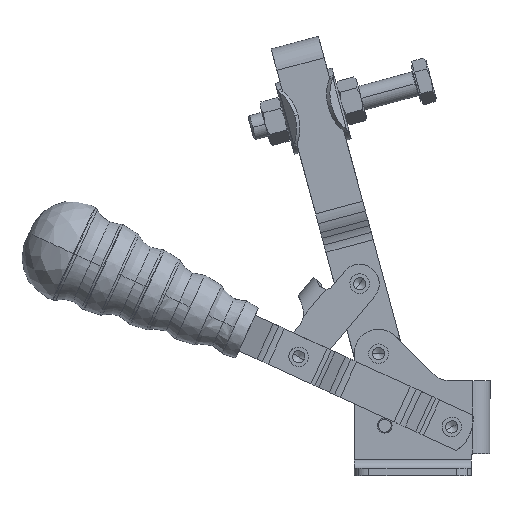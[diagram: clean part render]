
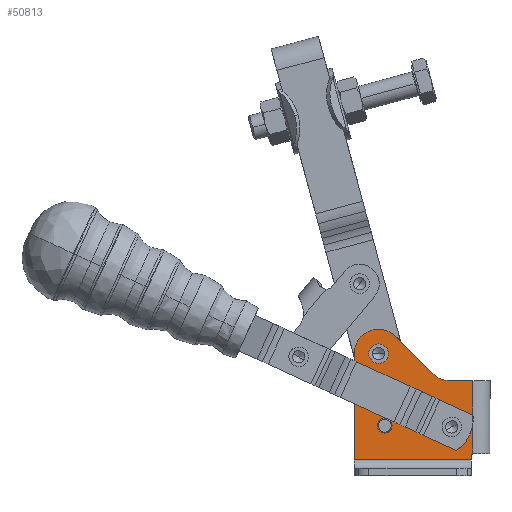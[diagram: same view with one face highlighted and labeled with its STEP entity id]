
A CAD part, front view. The second image highlights one B-rep face of the part: STEP entity #50813.
In plain terms, the highlighted planar face has unit normal (0, -1, 0).
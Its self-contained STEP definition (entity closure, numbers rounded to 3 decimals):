
#1837=CARTESIAN_POINT('',(7.38,-34.235,-3.923));
#1838=VERTEX_POINT('',#1837);
#1872=CARTESIAN_POINT('',(13.38,-34.235,-3.923));
#1873=VERTEX_POINT('',#1872);
#1880=CARTESIAN_POINT('',(10.38,-34.235,-3.923));
#1881=DIRECTION('',(0.0,1.0,0.0));
#1882=DIRECTION('',(1.0,0.0,0.0));
#1883=AXIS2_PLACEMENT_3D('',#1880,#1881,#1882);
#1884=CIRCLE('',#1883,3.);
#1885=EDGE_CURVE('',#1838,#1873,#1884,.T.);
#3662=CARTESIAN_POINT('',(46.173,-34.235,-15.766));
#3663=VERTEX_POINT('',#3662);
#3672=CARTESIAN_POINT('',(45.88,-34.235,-16.473));
#3673=VERTEX_POINT('',#3672);
#3674=CARTESIAN_POINT('',(46.88,-34.235,-16.473));
#3675=DIRECTION('',(0.,-1.0,0.));
#3676=DIRECTION('',(-0.707,0.,0.707));
#3677=AXIS2_PLACEMENT_3D('',#3674,#3675,#3676);
#3678=CIRCLE('',#3677,1.);
#3679=EDGE_CURVE('',#3663,#3673,#3678,.T.);
#3704=CARTESIAN_POINT('',(33.387,-34.235,15.288));
#3705=VERTEX_POINT('',#3704);
#3714=CARTESIAN_POINT('',(37.214,-34.235,14.527));
#3715=VERTEX_POINT('',#3714);
#3716=CARTESIAN_POINT('',(37.214,-34.235,24.527));
#3717=DIRECTION('',(0.,-1.,0.));
#3718=DIRECTION('',(-0.383,0.,-0.924));
#3719=AXIS2_PLACEMENT_3D('',#3716,#3717,#3718);
#3720=CIRCLE('',#3719,10.);
#3721=EDGE_CURVE('',#3705,#3715,#3720,.T.);
#6232=CARTESIAN_POINT('',(32.917,-34.235,6.65));
#6233=VERTEX_POINT('',#6232);
#6241=CARTESIAN_POINT('',(26.252,-34.235,-7.896));
#6242=VERTEX_POINT('',#6241);
#6243=CARTESIAN_POINT('',(32.917,-34.235,6.65));
#6244=DIRECTION('',(-0.417,0.,-0.909));
#6245=VECTOR('',#6244,16.);
#6246=LINE('',#6243,#6245);
#6247=EDGE_CURVE('',#6233,#6242,#6246,.T.);
#10279=CARTESIAN_POINT('',(7.88,-34.235,29.577));
#10280=VERTEX_POINT('',#10279);
#10289=CARTESIAN_POINT('',(7.88,-34.235,21.577));
#10290=VERTEX_POINT('',#10289);
#10291=CARTESIAN_POINT('',(7.88,-34.235,25.577));
#10292=DIRECTION('',(0.0,1.0,0.0));
#10293=DIRECTION('',(1.0,0.0,0.0));
#10294=AXIS2_PLACEMENT_3D('',#10291,#10292,#10293);
#10295=CIRCLE('',#10294,4.0);
#10296=EDGE_CURVE('',#10290,#10280,#10295,.T.);
#30472=CARTESIAN_POINT('',(11.88,-34.235,25.577));
#30473=VERTEX_POINT('',#30472);
#30474=CARTESIAN_POINT('',(7.88,-34.235,25.577));
#30475=DIRECTION('',(0.0,1.0,0.0));
#30476=DIRECTION('',(1.0,0.0,0.0));
#30477=AXIS2_PLACEMENT_3D('',#30474,#30475,#30476);
#30478=CIRCLE('',#30477,4.0);
#30479=EDGE_CURVE('',#30473,#10290,#30478,.T.);
#30481=CARTESIAN_POINT('',(7.88,-34.235,25.577));
#30482=DIRECTION('',(0.0,1.0,0.0));
#30483=DIRECTION('',(1.0,0.0,0.0));
#30484=AXIS2_PLACEMENT_3D('',#30481,#30482,#30483);
#30485=CIRCLE('',#30484,4.0);
#30486=EDGE_CURVE('',#10280,#30473,#30485,.T.);
#43593=CARTESIAN_POINT('',(39.872,-34.235,-14.136));
#43594=VERTEX_POINT('',#43593);
#43601=CARTESIAN_POINT('',(46.523,-34.235,-2.725));
#43602=VERTEX_POINT('',#43601);
#43603=CARTESIAN_POINT('',(30.607,-34.235,-1.091));
#43604=DIRECTION('',(0.,1.,0.));
#43605=DIRECTION('',(0.579,0.,-0.815));
#43606=AXIS2_PLACEMENT_3D('',#43603,#43604,#43605);
#43607=CIRCLE('',#43606,16.0);
#43608=EDGE_CURVE('',#43602,#43594,#43607,.T.);
#44257=CARTESIAN_POINT('',(46.523,-34.235,0.416));
#44258=VERTEX_POINT('',#44257);
#44370=CARTESIAN_POINT('',(32.917,-34.235,6.65));
#44371=DIRECTION('',(0.909,0.,-0.417));
#44372=VECTOR('',#44371,14.966);
#44373=LINE('',#44370,#44372);
#44374=EDGE_CURVE('',#6233,#44258,#44373,.T.);
#49392=CARTESIAN_POINT('',(14.951,-34.235,32.648));
#49393=VERTEX_POINT('',#49392);
#49400=CARTESIAN_POINT('',(30.143,-34.235,17.455));
#49401=VERTEX_POINT('',#49400);
#49402=CARTESIAN_POINT('',(30.143,-34.235,17.455));
#49403=DIRECTION('',(-0.707,0.,0.707));
#49404=VECTOR('',#49403,21.485);
#49405=LINE('',#49402,#49404);
#49406=EDGE_CURVE('',#49401,#49393,#49405,.T.);
#49431=CARTESIAN_POINT('',(-2.12,-34.235,25.577));
#49432=VERTEX_POINT('',#49431);
#49439=CARTESIAN_POINT('',(7.88,-34.235,25.577));
#49440=DIRECTION('',(0.,-1.0,0.));
#49441=DIRECTION('',(0.707,0.,0.707));
#49442=AXIS2_PLACEMENT_3D('',#49439,#49440,#49441);
#49443=CIRCLE('',#49442,10.);
#49444=EDGE_CURVE('',#49393,#49432,#49443,.T.);
#50233=CARTESIAN_POINT('',(46.523,-34.235,-15.539));
#50234=VERTEX_POINT('',#50233);
#50327=CARTESIAN_POINT('',(46.523,-34.235,14.527));
#50328=VERTEX_POINT('',#50327);
#50336=CARTESIAN_POINT('',(46.523,-34.235,0.416));
#50337=DIRECTION('',(0.0,0.0,1.0));
#50338=VECTOR('',#50337,14.11);
#50339=LINE('',#50336,#50338);
#50340=EDGE_CURVE('',#44258,#50328,#50339,.T.);
#50343=CARTESIAN_POINT('',(46.523,-34.235,-15.539));
#50344=DIRECTION('',(0.0,0.0,1.0));
#50345=VECTOR('',#50344,12.814);
#50346=LINE('',#50343,#50345);
#50347=EDGE_CURVE('',#50234,#43602,#50346,.T.);
#50419=CARTESIAN_POINT('',(45.88,-34.235,-17.924));
#50420=VERTEX_POINT('',#50419);
#50421=CARTESIAN_POINT('',(45.88,-34.235,-17.924));
#50422=DIRECTION('',(0.0,0.0,1.0));
#50423=VECTOR('',#50422,1.45);
#50424=LINE('',#50421,#50423);
#50425=EDGE_CURVE('',#50420,#3673,#50424,.T.);
#50484=CARTESIAN_POINT('',(-2.12,-34.235,-17.924));
#50485=VERTEX_POINT('',#50484);
#50493=CARTESIAN_POINT('',(-2.12,-34.235,-17.924));
#50494=DIRECTION('',(0.0,0.0,1.0));
#50495=VECTOR('',#50494,43.5);
#50496=LINE('',#50493,#50495);
#50497=EDGE_CURVE('',#50485,#49432,#50496,.T.);
#50539=CARTESIAN_POINT('',(-2.12,-34.235,-17.924));
#50540=DIRECTION('',(1.0,0.0,0.0));
#50541=VECTOR('',#50540,48.);
#50542=LINE('',#50539,#50541);
#50543=EDGE_CURVE('',#50485,#50420,#50542,.T.);
#50736=CARTESIAN_POINT('',(37.214,-34.235,24.527));
#50737=DIRECTION('',(0.,-1.,0.));
#50738=DIRECTION('',(-0.383,0.,-0.924));
#50739=AXIS2_PLACEMENT_3D('',#50736,#50737,#50738);
#50740=CIRCLE('',#50739,10.);
#50741=EDGE_CURVE('',#49401,#3705,#50740,.T.);
#50755=CARTESIAN_POINT('',(46.88,-34.235,-16.473));
#50756=DIRECTION('',(0.,-1.0,0.));
#50757=DIRECTION('',(-0.707,0.,0.707));
#50758=AXIS2_PLACEMENT_3D('',#50755,#50756,#50757);
#50759=CIRCLE('',#50758,1.);
#50760=EDGE_CURVE('',#50234,#3663,#50759,.T.);
#50765=CARTESIAN_POINT('',(54.88,-34.235,-5.948));
#50766=DIRECTION('',(0.0,-1.0,0.0));
#50767=DIRECTION('',(1.0,0.0,0.0));
#50768=AXIS2_PLACEMENT_3D('',#50765,#50766,#50767);
#50769=PLANE('',#50768);
#50770=ORIENTED_EDGE('',*,*,#44374,.T.);
#50771=ORIENTED_EDGE('',*,*,#50340,.T.);
#50772=CARTESIAN_POINT('',(46.523,-34.235,14.527));
#50773=DIRECTION('',(-1.0,0.0,0.0));
#50774=VECTOR('',#50773,9.309);
#50775=LINE('',#50772,#50774);
#50776=EDGE_CURVE('',#50328,#3715,#50775,.T.);
#50777=ORIENTED_EDGE('',*,*,#50776,.T.);
#50778=ORIENTED_EDGE('',*,*,#3721,.F.);
#50779=ORIENTED_EDGE('',*,*,#50741,.F.);
#50780=ORIENTED_EDGE('',*,*,#49406,.T.);
#50781=ORIENTED_EDGE('',*,*,#49444,.T.);
#50782=ORIENTED_EDGE('',*,*,#50497,.F.);
#50783=ORIENTED_EDGE('',*,*,#50543,.T.);
#50784=ORIENTED_EDGE('',*,*,#50425,.T.);
#50785=ORIENTED_EDGE('',*,*,#3679,.F.);
#50786=ORIENTED_EDGE('',*,*,#50760,.F.);
#50787=ORIENTED_EDGE('',*,*,#50347,.T.);
#50788=ORIENTED_EDGE('',*,*,#43608,.T.);
#50789=CARTESIAN_POINT('',(39.872,-34.235,-14.136));
#50790=DIRECTION('',(-0.909,0.,0.417));
#50791=VECTOR('',#50790,14.981);
#50792=LINE('',#50789,#50791);
#50793=EDGE_CURVE('',#43594,#6242,#50792,.T.);
#50794=ORIENTED_EDGE('',*,*,#50793,.T.);
#50795=ORIENTED_EDGE('',*,*,#6247,.F.);
#50796=EDGE_LOOP('',(#50770,#50771,#50777,#50778,#50779,#50780,#50781,#50782,#50783,#50784,#50785,#50786,#50787,#50788,#50794,#50795));
#50797=FACE_OUTER_BOUND('',#50796,.T.);
#50798=ORIENTED_EDGE('',*,*,#30479,.T.);
#50799=ORIENTED_EDGE('',*,*,#10296,.T.);
#50800=ORIENTED_EDGE('',*,*,#30486,.T.);
#50801=EDGE_LOOP('',(#50798,#50799,#50800));
#50802=FACE_BOUND('',#50801,.T.);
#50803=CARTESIAN_POINT('',(10.38,-34.235,-3.923));
#50804=DIRECTION('',(0.0,1.0,0.0));
#50805=DIRECTION('',(1.0,0.0,0.0));
#50806=AXIS2_PLACEMENT_3D('',#50803,#50804,#50805);
#50807=CIRCLE('',#50806,3.);
#50808=EDGE_CURVE('',#1873,#1838,#50807,.T.);
#50809=ORIENTED_EDGE('',*,*,#50808,.T.);
#50810=ORIENTED_EDGE('',*,*,#1885,.T.);
#50811=EDGE_LOOP('',(#50809,#50810));
#50812=FACE_BOUND('',#50811,.T.);
#50813=ADVANCED_FACE('',(#50797,#50802,#50812),#50769,.T.);
